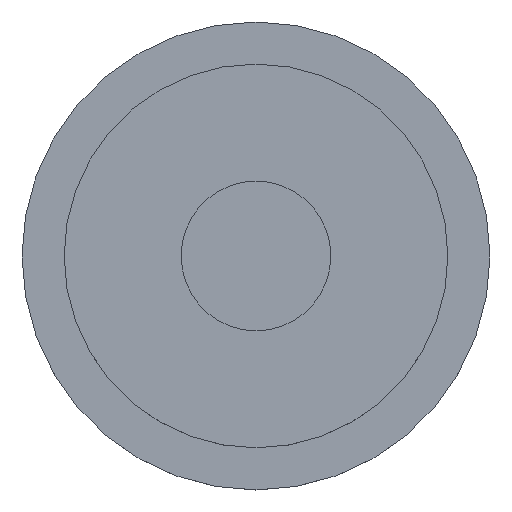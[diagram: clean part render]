
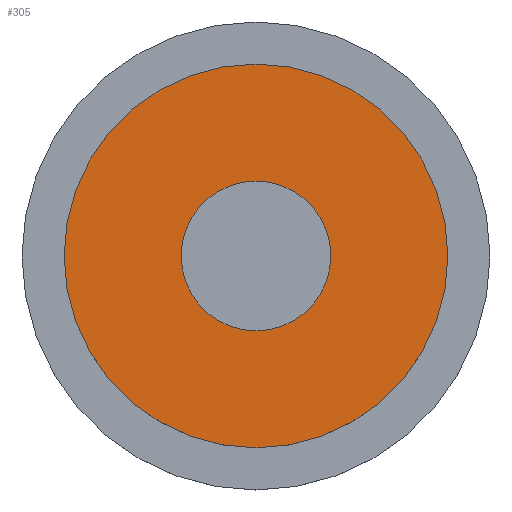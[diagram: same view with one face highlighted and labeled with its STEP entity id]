
A CAD part, top view. The second image highlights one B-rep face of the part: STEP entity #305.
In plain terms, the highlighted planar face has unit normal (0, 0, 1).
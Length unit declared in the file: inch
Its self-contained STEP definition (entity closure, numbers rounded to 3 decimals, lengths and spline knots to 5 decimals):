
#10 = CARTESIAN_POINT ( 'NONE',  ( 20.5, 0., 2.55 ) ) ;
#11 = CARTESIAN_POINT ( 'NONE',  ( 8., 0., 2.55 ) ) ;
#12 = CARTESIAN_POINT ( 'NONE',  ( -8., 0., 2.55 ) ) ;
#16 = CARTESIAN_POINT ( 'NONE',  ( 0., 0., 2.55 ) ) ;
#17 = DIRECTION ( 'NONE',  ( 0., 0., 1. ) ) ;
#18 = DIRECTION ( 'NONE',  ( 1., 0., 0. ) ) ;
#44 = CARTESIAN_POINT ( 'NONE',  ( 0., 0., 2.55 ) ) ;
#45 = DIRECTION ( 'NONE',  ( 0., 0., 1. ) ) ;
#46 = DIRECTION ( 'NONE',  ( 1., 0., 0. ) ) ;
#53 = CARTESIAN_POINT ( 'NONE',  ( 0., 0., 2.55 ) ) ;
#54 = DIRECTION ( 'NONE',  ( 0., 0., 1. ) ) ;
#55 = DIRECTION ( 'NONE',  ( 1., 0., 0. ) ) ;
#67 = CARTESIAN_POINT ( 'NONE',  ( 0., 0., 2.55 ) ) ;
#68 = DIRECTION ( 'NONE',  ( 0., 0., 1. ) ) ;
#69 = DIRECTION ( 'NONE',  ( 1., 0., 0. ) ) ;
#104 = DIRECTION ( 'NONE',  ( 0., 0., 1. ) ) ;
#106 = CARTESIAN_POINT ( 'NONE',  ( 0., 0., 2.55 ) ) ;
#107 = FACE_BOUND ( 'NONE', #249, .T. ) ;
#109 = FACE_OUTER_BOUND ( 'NONE', #258, .T. ) ;
#110 = PLANE ( 'NONE',  #196 ) ;
#112 = DIRECTION ( 'NONE',  ( 1., 0., 0. ) ) ;
#149 = VERTEX_POINT ( 'NONE', #151 ) ;
#151 = CARTESIAN_POINT ( 'NONE',  ( -20.5, 0., 2.55 ) ) ;
#166 = AXIS2_PLACEMENT_3D ( 'NONE', #16, #17, #18 ) ;
#167 = CIRCLE ( 'NONE', #166, 20.5 ) ;
#175 = CIRCLE ( 'NONE', #178, 8. ) ;
#178 = AXIS2_PLACEMENT_3D ( 'NONE', #44, #45, #46 ) ;
#180 = CIRCLE ( 'NONE', #182, 20.5 ) ;
#182 = AXIS2_PLACEMENT_3D ( 'NONE', #53, #54, #55 ) ;
#185 = CIRCLE ( 'NONE', #187, 8. ) ;
#187 = AXIS2_PLACEMENT_3D ( 'NONE', #67, #68, #69 ) ;
#196 = AXIS2_PLACEMENT_3D ( 'NONE', #106, #104, #112 ) ;
#211 = ORIENTED_EDGE ( 'NONE', *, *, #292, .T. ) ;
#234 = ORIENTED_EDGE ( 'NONE', *, *, #296, .F. ) ;
#236 = ORIENTED_EDGE ( 'NONE', *, *, #280, .T. ) ;
#244 = ORIENTED_EDGE ( 'NONE', *, *, #289, .F. ) ;
#249 = EDGE_LOOP ( 'NONE', ( #244, #234 ) ) ;
#258 = EDGE_LOOP ( 'NONE', ( #236, #211 ) ) ;
#273 = VERTEX_POINT ( 'NONE', #10 ) ;
#275 = VERTEX_POINT ( 'NONE', #11 ) ;
#276 = VERTEX_POINT ( 'NONE', #12 ) ;
#280 = EDGE_CURVE ( 'NONE', #149, #273, #167, .T. ) ;
#289 = EDGE_CURVE ( 'NONE', #275, #276, #175, .T. ) ;
#292 = EDGE_CURVE ( 'NONE', #273, #149, #180, .T. ) ;
#296 = EDGE_CURVE ( 'NONE', #276, #275, #185, .T. ) ;
#305 = ADVANCED_FACE ( 'NONE', ( #107, #109 ), #110, .T. ) ;
